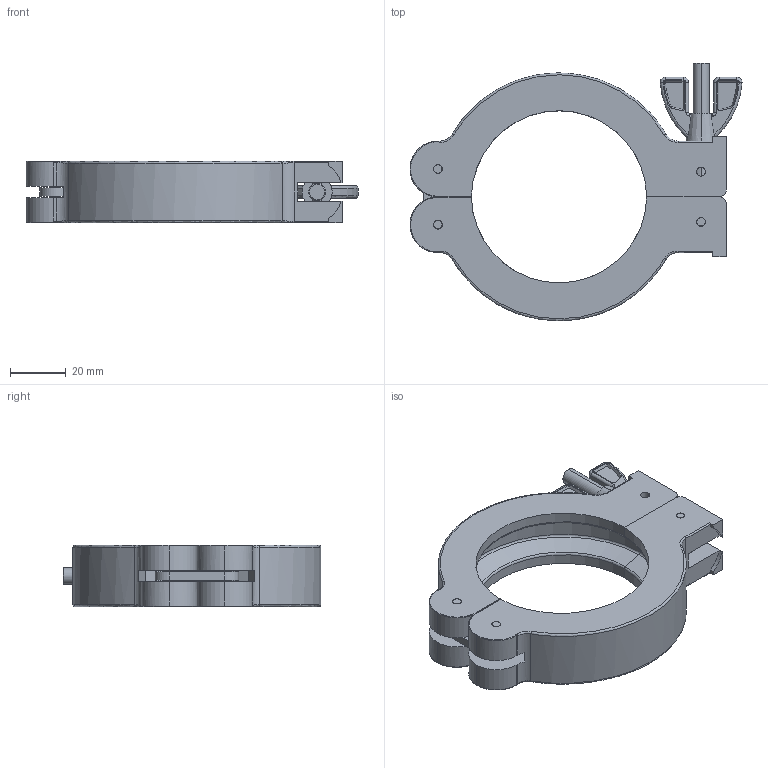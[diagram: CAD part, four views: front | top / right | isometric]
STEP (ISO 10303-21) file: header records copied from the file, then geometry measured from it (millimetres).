
FILE_DESCRIPTION (( 'STEP AP214' ), '1' );
FILE_NAME ('Hositrad_KF50-C.STEP', '2017-08-30T14:11:13', ( 'Gebruiker' ), ( '' ), 'SwSTEP 2.0', 'SolidWorks 2017', '' );
FILE_SCHEMA (( 'AUTOMOTIVE_DESIGN' ));
Length unit declared in the file: millimetre
Products named in the file (6): WingNut kf50; plate kf50; pin KF50; Part2; half part kf50; Hositrad_KF50-C
Assembly tree (8 placements, depth 2):
  Hositrad_KF50-C
    half part kf50  x2
    Part2
    pin KF50  x3
    plate kf50
    WingNut kf50
Bounding box: 119.18 x 92.5 x 22 mm (x, y, z)
Volume: 70638.5 mm3; surface area: 31087.7 mm2
Topology: 8 solids, 8 shells, 257 faces, 653 edges, 414 vertices
Faces by surface type: cylinder 87, plane 78, cone 36, torus 32, bspline 24
Entity records: 6761 total; most frequent: CARTESIAN_POINT 2010, DIRECTION 965, ORIENTED_EDGE 942, EDGE_CURVE 471, AXIS2_PLACEMENT_3D 383, VERTEX_POINT 297, EDGE_LOOP 204, LINE 199
